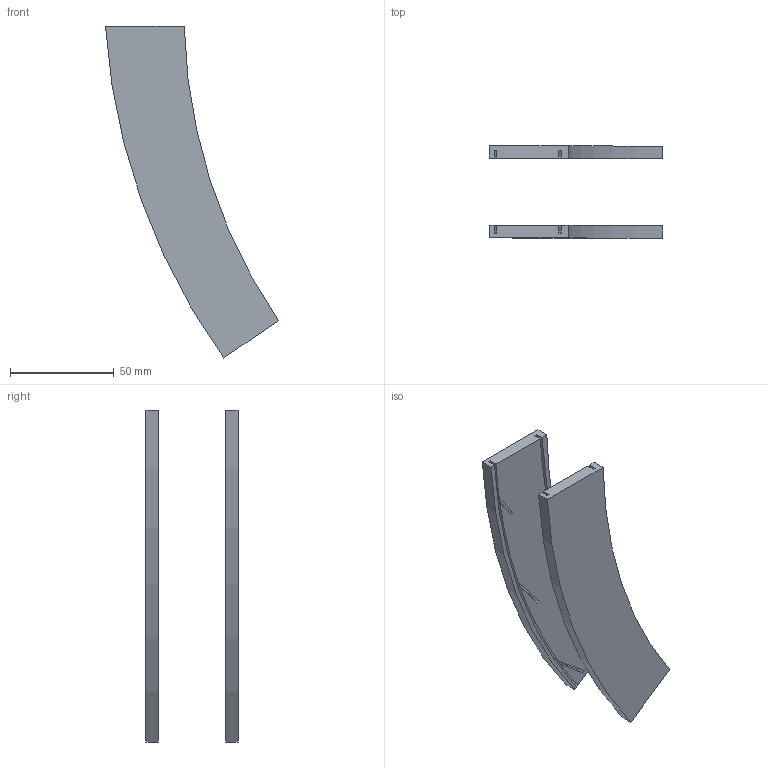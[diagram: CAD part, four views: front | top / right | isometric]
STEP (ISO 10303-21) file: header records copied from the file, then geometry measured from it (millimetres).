
FILE_DESCRIPTION(('FreeCAD Model'),'2;1');
FILE_NAME('Open CASCADE Shape Model','2023-02-20T21:08:55',(''),(''), 'Open CASCADE STEP processor 7.6','FreeCAD','Unknown');
FILE_SCHEMA(('AUTOMOTIVE_DESIGN { 1 0 10303 214 1 1 1 1 }'));
Length unit declared in the file: millimetre
Products named in the file (1): Body053
Bounding box: 83.42 x 44.4 x 160 mm (x, y, z)
Volume: 63647.8 mm3; surface area: 33191.6 mm2
Topology: 2 solids, 2 shells, 100 faces, 224 edges, 128 vertices
Faces by surface type: plane 72, cylinder 28
Entity records: 5757 total; most frequent: CARTESIAN_POINT 1093, DIRECTION 902, LINE 548, VECTOR 548, ORIENTED_EDGE 472, PCURVE 448, DEFINITIONAL_REPRESENTATION 448, EDGE_CURVE 224
